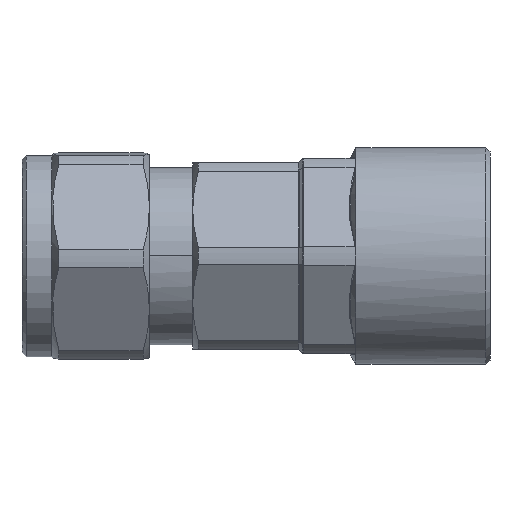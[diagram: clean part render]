
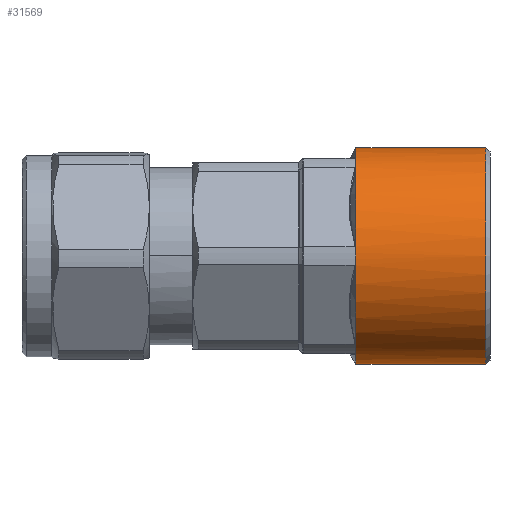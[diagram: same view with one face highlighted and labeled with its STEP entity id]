
A CAD part, front view. The second image highlights one B-rep face of the part: STEP entity #31569.
In plain terms, the highlighted cylindrical face has radius 12.75 mm (diameter 25.5 mm), a partial arc.
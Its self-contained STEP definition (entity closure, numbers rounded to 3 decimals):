
#1873 = CARTESIAN_POINT ( 'NONE',  ( 10.711, 0., 0. ) ) ;
#1874 = DIRECTION ( 'NONE',  ( -1., 0., 0. ) ) ;
#1875 = DIRECTION ( 'NONE',  ( 0., 0., -1. ) ) ;
#3867 = CARTESIAN_POINT ( 'NONE',  ( 10.711, -7.312, -10.445 ) ) ;
#3868 = CARTESIAN_POINT ( 'NONE',  ( 10.711, -7.312, 10.445 ) ) ;
#3869 = CARTESIAN_POINT ( 'NONE',  ( 10.711, -5.39, 11.555 ) ) ;
#4097 = CARTESIAN_POINT ( 'NONE',  ( 10.711, 0., -12.75 ) ) ;
#4109 = CARTESIAN_POINT ( 'NONE',  ( 10.711, 0., 12.75 ) ) ;
#4111 = CARTESIAN_POINT ( 'NONE',  ( 26., 0., 12.75 ) ) ;
#4113 = CARTESIAN_POINT ( 'NONE',  ( 26., 0., -12.75 ) ) ;
#4173 = CARTESIAN_POINT ( 'NONE',  ( 10.711, -5.39, -11.555 ) ) ;
#4176 = CARTESIAN_POINT ( 'NONE',  ( 10.711, -12.702, -1.109 ) ) ;
#4178 = CARTESIAN_POINT ( 'NONE',  ( 10.711, -12.702, 1.109 ) ) ;
#6864 = DIRECTION ( 'NONE',  ( 1., 0., 0. ) ) ;
#6866 = DIRECTION ( 'NONE',  ( 0., 0., -1. ) ) ;
#6868 = CARTESIAN_POINT ( 'NONE',  ( 26.5, 0., 0. ) ) ;
#7949 = ORIENTED_EDGE ( 'NONE', *, *, #13438, .F. ) ;
#7950 = ORIENTED_EDGE ( 'NONE', *, *, #36054, .F. ) ;
#7951 = ORIENTED_EDGE ( 'NONE', *, *, #23105, .T. ) ;
#7952 = ORIENTED_EDGE ( 'NONE', *, *, #13492, .F. ) ;
#7953 = ORIENTED_EDGE ( 'NONE', *, *, #23090, .T. ) ;
#7954 = ORIENTED_EDGE ( 'NONE', *, *, #13490, .F. ) ;
#7955 = ORIENTED_EDGE ( 'NONE', *, *, #23079, .T. ) ;
#7956 = ORIENTED_EDGE ( 'NONE', *, *, #13473, .F. ) ;
#7957 = ORIENTED_EDGE ( 'NONE', *, *, #13439, .T. ) ;
#7958 = ORIENTED_EDGE ( 'NONE', *, *, #22940, .T. ) ;
#10161 = CIRCLE ( 'NONE', #13050, 12.75 ) ;
#11952 = CARTESIAN_POINT ( 'NONE',  ( 26., 0., 0. ) ) ;
#11953 = DIRECTION ( 'NONE',  ( -1., 0., 0. ) ) ;
#11954 = DIRECTION ( 'NONE',  ( 0., 0., 1. ) ) ;
#12291 = CARTESIAN_POINT ( 'NONE',  ( 10.711, 0., 0. ) ) ;
#12292 = DIRECTION ( 'NONE',  ( 1., 0., 0. ) ) ;
#12293 = DIRECTION ( 'NONE',  ( 0., 0., 1. ) ) ;
#12346 = CARTESIAN_POINT ( 'NONE',  ( 10.711, 0., 0. ) ) ;
#12347 = DIRECTION ( 'NONE',  ( 1., 0., 0. ) ) ;
#12348 = DIRECTION ( 'NONE',  ( 0., 0., 1. ) ) ;
#12418 = CARTESIAN_POINT ( 'NONE',  ( 10.711, 0., 0. ) ) ;
#12419 = DIRECTION ( 'NONE',  ( 1., 0., 0. ) ) ;
#12420 = DIRECTION ( 'NONE',  ( 0., 0., 1. ) ) ;
#13050 = AXIS2_PLACEMENT_3D ( 'NONE', #1873, #1874, #1875 ) ;
#13438 = EDGE_CURVE ( 'NONE', #20334, #20336, #34612, .T. ) ;
#13439 = EDGE_CURVE ( 'NONE', #20322, #20338, #34615, .T. ) ;
#13473 = EDGE_CURVE ( 'NONE', #20322, #21283, #34644, .T. ) ;
#13490 = EDGE_CURVE ( 'NONE', #20088, #21288, #34664, .T. ) ;
#13492 = EDGE_CURVE ( 'NONE', #21294, #20089, #34666, .T. ) ;
#18862 = FACE_OUTER_BOUND ( 'NONE', #22563, .T. ) ;
#18880 = CYLINDRICAL_SURFACE ( 'NONE', #24510, 12.75 ) ;
#20088 = VERTEX_POINT ( 'NONE', #3867 ) ;
#20089 = VERTEX_POINT ( 'NONE', #3868 ) ;
#20091 = VERTEX_POINT ( 'NONE', #3869 ) ;
#20322 = VERTEX_POINT ( 'NONE', #4097 ) ;
#20334 = VERTEX_POINT ( 'NONE', #4109 ) ;
#20336 = VERTEX_POINT ( 'NONE', #4111 ) ;
#20338 = VERTEX_POINT ( 'NONE', #4113 ) ;
#21283 = VERTEX_POINT ( 'NONE', #4173 ) ;
#21288 = VERTEX_POINT ( 'NONE', #4176 ) ;
#21294 = VERTEX_POINT ( 'NONE', #4178 ) ;
#22563 = EDGE_LOOP ( 'NONE', ( #7949, #7950, #7951, #7952, #7953, #7954, #7955, #7956, #7957, #7958 ) ) ;
#22940 = EDGE_CURVE ( 'NONE', #20338, #20336, #35061, .T. ) ;
#23079 = EDGE_CURVE ( 'NONE', #20088, #21283, #35146, .T. ) ;
#23090 = EDGE_CURVE ( 'NONE', #21294, #21288, #35142, .T. ) ;
#23105 = EDGE_CURVE ( 'NONE', #20091, #20089, #35150, .T. ) ;
#24363 = AXIS2_PLACEMENT_3D ( 'NONE', #39908, #39909, #39910 ) ;
#24372 = AXIS2_PLACEMENT_3D ( 'NONE', #39960, #39961, #39962 ) ;
#24373 = AXIS2_PLACEMENT_3D ( 'NONE', #39974, #39975, #39976 ) ;
#24417 = AXIS2_PLACEMENT_3D ( 'NONE', #11952, #11953, #11954 ) ;
#24422 = AXIS2_PLACEMENT_3D ( 'NONE', #12291, #12292, #12293 ) ;
#24423 = AXIS2_PLACEMENT_3D ( 'NONE', #12346, #12347, #12348 ) ;
#24424 = AXIS2_PLACEMENT_3D ( 'NONE', #12418, #12419, #12420 ) ;
#24510 = AXIS2_PLACEMENT_3D ( 'NONE', #6868, #6864, #6866 ) ;
#30594 = DIRECTION ( 'NONE',  ( 1., 0., 0. ) ) ;
#30597 = CARTESIAN_POINT ( 'NONE',  ( 26.5, 0., 12.75 ) ) ;
#30604 = CARTESIAN_POINT ( 'NONE',  ( 26.5, 0., -12.75 ) ) ;
#30607 = DIRECTION ( 'NONE',  ( 1., 0., 0. ) ) ;
#31569 = ADVANCED_FACE ( 'NONE', ( #18862 ), #18880, .T. ) ;
#34612 = LINE ( 'NONE', #30597, #34616 ) ;
#34615 = LINE ( 'NONE', #30604, #34618 ) ;
#34616 = VECTOR ( 'NONE', #30594, 1000. ) ;
#34618 = VECTOR ( 'NONE', #30607, 1000. ) ;
#34644 = CIRCLE ( 'NONE', #24363, 12.75 ) ;
#34664 = CIRCLE ( 'NONE', #24372, 12.75 ) ;
#34666 = CIRCLE ( 'NONE', #24373, 12.75 ) ;
#35061 = CIRCLE ( 'NONE', #24417, 12.75 ) ;
#35142 = CIRCLE ( 'NONE', #24423, 12.75 ) ;
#35146 = CIRCLE ( 'NONE', #24422, 12.75 ) ;
#35150 = CIRCLE ( 'NONE', #24424, 12.75 ) ;
#36054 = EDGE_CURVE ( 'NONE', #20091, #20334, #10161, .T. ) ;
#39908 = CARTESIAN_POINT ( 'NONE',  ( 10.711, 0., 0. ) ) ;
#39909 = DIRECTION ( 'NONE',  ( -1., 0., 0. ) ) ;
#39910 = DIRECTION ( 'NONE',  ( 0., 0., -1. ) ) ;
#39960 = CARTESIAN_POINT ( 'NONE',  ( 10.711, 0., 0. ) ) ;
#39961 = DIRECTION ( 'NONE',  ( -1., 0., 0. ) ) ;
#39962 = DIRECTION ( 'NONE',  ( 0., 0., -1. ) ) ;
#39974 = CARTESIAN_POINT ( 'NONE',  ( 10.711, 0., 0. ) ) ;
#39975 = DIRECTION ( 'NONE',  ( -1., 0., 0. ) ) ;
#39976 = DIRECTION ( 'NONE',  ( 0., 0., -1. ) ) ;
